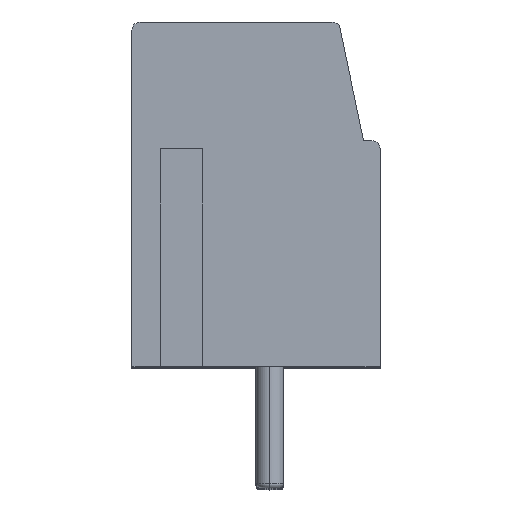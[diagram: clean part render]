
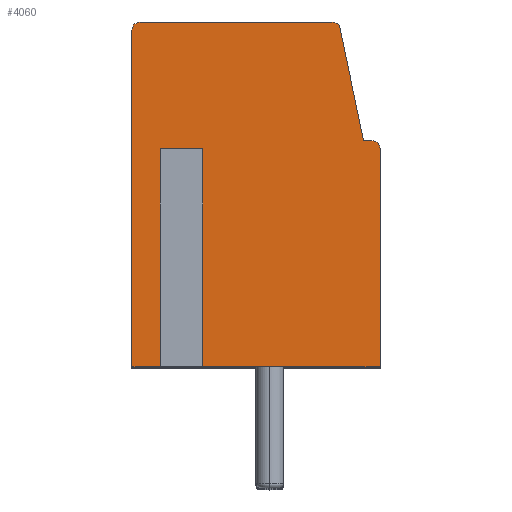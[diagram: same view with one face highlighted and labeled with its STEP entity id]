
A CAD part, top view. The second image highlights one B-rep face of the part: STEP entity #4060.
In plain terms, the highlighted planar face has unit normal (0, 0, 1).
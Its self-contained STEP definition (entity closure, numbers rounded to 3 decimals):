
#78 = DIRECTION ( 'NONE',  ( 1., 0., 0. ) ) ;
#170 = ORIENTED_EDGE ( 'NONE', *, *, #6571, .T. ) ;
#216 = CARTESIAN_POINT ( 'NONE',  ( 8.425, 8.08, 22.5 ) ) ;
#238 = VECTOR ( 'NONE', #2414, 1000. ) ;
#268 = AXIS2_PLACEMENT_3D ( 'NONE', #927, #2550, #6638 ) ;
#301 = DIRECTION ( 'NONE',  ( 0., 0., 1. ) ) ;
#323 = ORIENTED_EDGE ( 'NONE', *, *, #3728, .F. ) ;
#325 = VERTEX_POINT ( 'NONE', #6823 ) ;
#352 = VERTEX_POINT ( 'NONE', #4698 ) ;
#397 = VERTEX_POINT ( 'NONE', #1244 ) ;
#502 = EDGE_LOOP ( 'NONE', ( #2387, #3629, #5940, #2264, #323, #6092, #4672, #5910, #170, #4136, #1176, #5139, #4975 ) ) ;
#622 = AXIS2_PLACEMENT_3D ( 'NONE', #3838, #3383, #2320 ) ;
#920 = EDGE_CURVE ( 'NONE', #5521, #325, #6371, .T. ) ;
#927 = CARTESIAN_POINT ( 'NONE',  ( 9., 8.2, 22.5 ) ) ;
#1110 = LINE ( 'NONE', #4890, #4346 ) ;
#1157 = CARTESIAN_POINT ( 'NONE',  ( 2.15, 7.9, 22.5 ) ) ;
#1176 = ORIENTED_EDGE ( 'NONE', *, *, #5185, .F. ) ;
#1244 = CARTESIAN_POINT ( 'NONE',  ( 7.55, 12.261, 22.5 ) ) ;
#1248 = DIRECTION ( 'NONE',  ( 0.205, -0.979, 0. ) ) ;
#1253 = VERTEX_POINT ( 'NONE', #1890 ) ;
#1403 = CARTESIAN_POINT ( 'NONE',  ( 8.7, 7.9, 22.5 ) ) ;
#1704 = LINE ( 'NONE', #5915, #4478 ) ;
#1722 = DIRECTION ( 'NONE',  ( -1., 0., 0. ) ) ;
#1859 = CARTESIAN_POINT ( 'NONE',  ( 1.45, 7.9, 22.5 ) ) ;
#1890 = CARTESIAN_POINT ( 'NONE',  ( 1.45, 7.9, 22.5 ) ) ;
#1954 = DIRECTION ( 'NONE',  ( 0., 0., 1. ) ) ;
#1975 = EDGE_CURVE ( 'NONE', #1979, #325, #4781, .T. ) ;
#1979 = VERTEX_POINT ( 'NONE', #6352 ) ;
#2026 = CARTESIAN_POINT ( 'NONE',  ( 0.3, 12.5, 22.5 ) ) ;
#2047 = CIRCLE ( 'NONE', #5870, 0.3 ) ;
#2051 = CARTESIAN_POINT ( 'NONE',  ( 7.256, 12.2, 22.5 ) ) ;
#2096 = AXIS2_PLACEMENT_3D ( 'NONE', #2051, #301, #5138 ) ;
#2169 = CARTESIAN_POINT ( 'NONE',  ( 9., 0., 22.5 ) ) ;
#2197 = VECTOR ( 'NONE', #6663, 1000. ) ;
#2264 = ORIENTED_EDGE ( 'NONE', *, *, #3140, .T. ) ;
#2320 = DIRECTION ( 'NONE',  ( -1., 0., 0. ) ) ;
#2387 = ORIENTED_EDGE ( 'NONE', *, *, #920, .T. ) ;
#2414 = DIRECTION ( 'NONE',  ( 1., 0., 0. ) ) ;
#2425 = LINE ( 'NONE', #6581, #6346 ) ;
#2463 = EDGE_CURVE ( 'NONE', #5578, #4297, #5094, .T. ) ;
#2550 = DIRECTION ( 'NONE',  ( 0., 0., -1. ) ) ;
#2868 = CARTESIAN_POINT ( 'NONE',  ( 0., 0., 22.5 ) ) ;
#3125 = VECTOR ( 'NONE', #5311, 1000. ) ;
#3140 = EDGE_CURVE ( 'NONE', #3409, #3458, #2047, .T. ) ;
#3176 = EDGE_CURVE ( 'NONE', #3409, #1979, #6134, .T. ) ;
#3317 = DIRECTION ( 'NONE',  ( 0., 1., 0. ) ) ;
#3345 = CARTESIAN_POINT ( 'NONE',  ( 0., 12.2, 22.5 ) ) ;
#3383 = DIRECTION ( 'NONE',  ( 0., 0., 1. ) ) ;
#3409 = VERTEX_POINT ( 'NONE', #6546 ) ;
#3416 = LINE ( 'NONE', #216, #6456 ) ;
#3458 = VERTEX_POINT ( 'NONE', #4942 ) ;
#3494 = VERTEX_POINT ( 'NONE', #2868 ) ;
#3510 = VECTOR ( 'NONE', #3812, 1000. ) ;
#3536 = CARTESIAN_POINT ( 'NONE',  ( 9., 8.2, 22.5 ) ) ;
#3629 = ORIENTED_EDGE ( 'NONE', *, *, #1975, .F. ) ;
#3728 = EDGE_CURVE ( 'NONE', #5524, #3458, #1110, .T. ) ;
#3812 = DIRECTION ( 'NONE',  ( -1., 0., 0. ) ) ;
#3838 = CARTESIAN_POINT ( 'NONE',  ( 0.3, 12.2, 22.5 ) ) ;
#3900 = FACE_OUTER_BOUND ( 'NONE', #502, .T. ) ;
#4060 = ADVANCED_FACE ( 'NONE', ( #3900 ), #5039, .F. ) ;
#4136 = ORIENTED_EDGE ( 'NONE', *, *, #5022, .F. ) ;
#4297 = VERTEX_POINT ( 'NONE', #6626 ) ;
#4313 = CARTESIAN_POINT ( 'NONE',  ( 2.15, 7.9, 22.5 ) ) ;
#4346 = VECTOR ( 'NONE', #78, 1000. ) ;
#4478 = VECTOR ( 'NONE', #3317, 1000. ) ;
#4672 = ORIENTED_EDGE ( 'NONE', *, *, #6351, .T. ) ;
#4698 = CARTESIAN_POINT ( 'NONE',  ( 1.45, 0., 22.5 ) ) ;
#4781 = LINE ( 'NONE', #2169, #6403 ) ;
#4890 = CARTESIAN_POINT ( 'NONE',  ( 9., 8.2, 22.5 ) ) ;
#4942 = CARTESIAN_POINT ( 'NONE',  ( 8.7, 8.2, 22.5 ) ) ;
#4975 = ORIENTED_EDGE ( 'NONE', *, *, #6147, .F. ) ;
#5022 = EDGE_CURVE ( 'NONE', #3494, #6544, #1704, .T. ) ;
#5039 = PLANE ( 'NONE',  #268 ) ;
#5094 = LINE ( 'NONE', #5496, #238 ) ;
#5138 = DIRECTION ( 'NONE',  ( -1., 0., 0. ) ) ;
#5139 = ORIENTED_EDGE ( 'NONE', *, *, #5561, .F. ) ;
#5184 = DIRECTION ( 'NONE',  ( 0., -1., 0. ) ) ;
#5185 = EDGE_CURVE ( 'NONE', #352, #3494, #2425, .T. ) ;
#5311 = DIRECTION ( 'NONE',  ( 0., -1., 0. ) ) ;
#5488 = CARTESIAN_POINT ( 'NONE',  ( 8.4, 8.2, 22.5 ) ) ;
#5496 = CARTESIAN_POINT ( 'NONE',  ( 9., 12.5, 22.5 ) ) ;
#5521 = VERTEX_POINT ( 'NONE', #5553 ) ;
#5524 = VERTEX_POINT ( 'NONE', #5488 ) ;
#5553 = CARTESIAN_POINT ( 'NONE',  ( 2.15, 7.9, 22.5 ) ) ;
#5561 = EDGE_CURVE ( 'NONE', #1253, #352, #6560, .T. ) ;
#5578 = VERTEX_POINT ( 'NONE', #2026 ) ;
#5751 = LINE ( 'NONE', #1157, #3510 ) ;
#5870 = AXIS2_PLACEMENT_3D ( 'NONE', #1403, #1954, #6202 ) ;
#5910 = ORIENTED_EDGE ( 'NONE', *, *, #2463, .F. ) ;
#5915 = CARTESIAN_POINT ( 'NONE',  ( 0., 8.2, 22.5 ) ) ;
#5940 = ORIENTED_EDGE ( 'NONE', *, *, #3176, .F. ) ;
#6092 = ORIENTED_EDGE ( 'NONE', *, *, #6543, .F. ) ;
#6122 = CIRCLE ( 'NONE', #2096, 0.3 ) ;
#6134 = LINE ( 'NONE', #3536, #6712 ) ;
#6147 = EDGE_CURVE ( 'NONE', #5521, #1253, #5751, .T. ) ;
#6202 = DIRECTION ( 'NONE',  ( -1., 0., 0. ) ) ;
#6346 = VECTOR ( 'NONE', #6709, 1000. ) ;
#6351 = EDGE_CURVE ( 'NONE', #397, #4297, #6122, .T. ) ;
#6352 = CARTESIAN_POINT ( 'NONE',  ( 9., 0., 22.5 ) ) ;
#6371 = LINE ( 'NONE', #4313, #3125 ) ;
#6403 = VECTOR ( 'NONE', #1722, 1000. ) ;
#6456 = VECTOR ( 'NONE', #1248, 1000. ) ;
#6543 = EDGE_CURVE ( 'NONE', #397, #5524, #3416, .T. ) ;
#6544 = VERTEX_POINT ( 'NONE', #3345 ) ;
#6546 = CARTESIAN_POINT ( 'NONE',  ( 9., 7.9, 22.5 ) ) ;
#6560 = LINE ( 'NONE', #1859, #2197 ) ;
#6571 = EDGE_CURVE ( 'NONE', #5578, #6544, #6681, .T. ) ;
#6581 = CARTESIAN_POINT ( 'NONE',  ( 9., 0., 22.5 ) ) ;
#6626 = CARTESIAN_POINT ( 'NONE',  ( 7.256, 12.5, 22.5 ) ) ;
#6638 = DIRECTION ( 'NONE',  ( -1., 0., 0. ) ) ;
#6663 = DIRECTION ( 'NONE',  ( 0., -1., 0. ) ) ;
#6681 = CIRCLE ( 'NONE', #622, 0.3 ) ;
#6709 = DIRECTION ( 'NONE',  ( -1., 0., 0. ) ) ;
#6712 = VECTOR ( 'NONE', #5184, 1000. ) ;
#6823 = CARTESIAN_POINT ( 'NONE',  ( 2.15, 0., 22.5 ) ) ;
